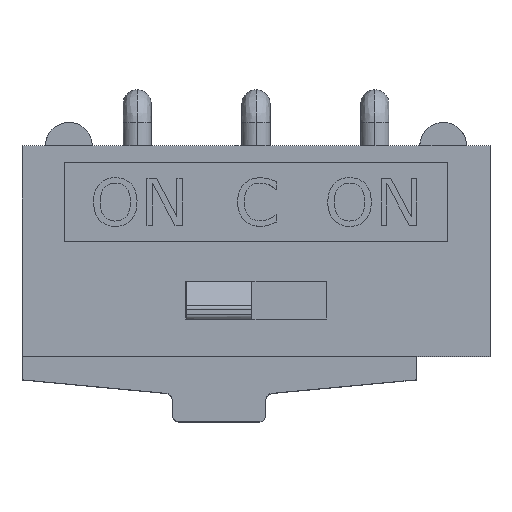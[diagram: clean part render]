
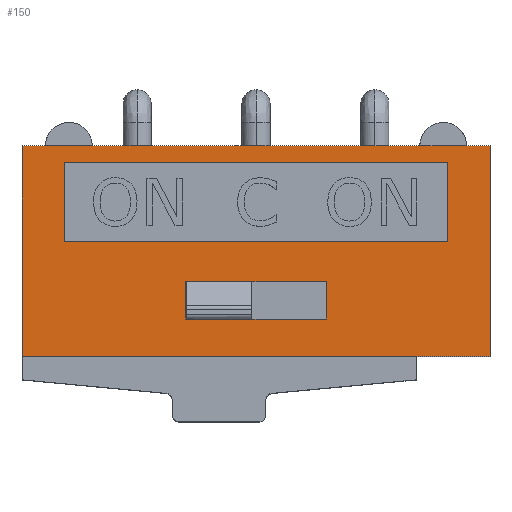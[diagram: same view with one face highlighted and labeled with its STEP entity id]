
A CAD part, top view. The second image highlights one B-rep face of the part: STEP entity #150.
In plain terms, the highlighted planar face has unit normal (0, 0, 1).
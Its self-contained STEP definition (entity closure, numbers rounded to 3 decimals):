
#87=FACE_BOUND('',#440,.T.);
#88=FACE_BOUND('',#441,.T.);
#150=ADVANCED_FACE('',(#290,#87,#88),#2149,.T.);
#290=FACE_OUTER_BOUND('',#439,.T.);
#439=EDGE_LOOP('',(#799,#800,#801,#802));
#440=EDGE_LOOP('',(#803,#804,#805,#806));
#441=EDGE_LOOP('',(#807,#808,#809,#810));
#799=ORIENTED_EDGE('',*,*,#1310,.F.);
#800=ORIENTED_EDGE('',*,*,#1341,.T.);
#801=ORIENTED_EDGE('',*,*,#1321,.F.);
#802=ORIENTED_EDGE('',*,*,#1342,.T.);
#803=ORIENTED_EDGE('',*,*,#1340,.T.);
#804=ORIENTED_EDGE('',*,*,#1345,.T.);
#805=ORIENTED_EDGE('',*,*,#1344,.T.);
#806=ORIENTED_EDGE('',*,*,#1343,.T.);
#807=ORIENTED_EDGE('',*,*,#1328,.F.);
#808=ORIENTED_EDGE('',*,*,#1338,.F.);
#809=ORIENTED_EDGE('',*,*,#1335,.F.);
#810=ORIENTED_EDGE('',*,*,#1332,.F.);
#1310=EDGE_CURVE('',#1929,#1930,#1688,.T.);
#1321=EDGE_CURVE('',#1944,#1945,#1699,.T.);
#1328=EDGE_CURVE('',#1952,#1953,#1706,.T.);
#1332=EDGE_CURVE('',#1953,#1956,#1710,.T.);
#1335=EDGE_CURVE('',#1956,#1958,#1713,.T.);
#1338=EDGE_CURVE('',#1958,#1952,#1716,.T.);
#1340=EDGE_CURVE('',#1960,#1963,#1718,.T.);
#1341=EDGE_CURVE('',#1929,#1945,#1719,.T.);
#1342=EDGE_CURVE('',#1944,#1930,#1720,.T.);
#1343=EDGE_CURVE('',#1961,#1960,#1721,.T.);
#1344=EDGE_CURVE('',#1962,#1961,#1722,.T.);
#1345=EDGE_CURVE('',#1963,#1962,#1723,.T.);
#1688=B_SPLINE_CURVE_WITH_KNOTS('',1,(#3564,#3565),.UNSPECIFIED.,.F.,.F.,
(2,2),(-1.,0.),.UNSPECIFIED.);
#1699=B_SPLINE_CURVE_WITH_KNOTS('',1,(#3586,#3587),.UNSPECIFIED.,.F.,.F.,
(2,2),(0.,1.),.UNSPECIFIED.);
#1706=B_SPLINE_CURVE_WITH_KNOTS('',1,(#3600,#3601),.UNSPECIFIED.,.F.,.F.,
(2,2),(0.,1.),.UNSPECIFIED.);
#1710=B_SPLINE_CURVE_WITH_KNOTS('',1,(#3608,#3609),.UNSPECIFIED.,.F.,.F.,
(2,2),(0.,1.),.UNSPECIFIED.);
#1713=B_SPLINE_CURVE_WITH_KNOTS('',1,(#3614,#3615),.UNSPECIFIED.,.F.,.F.,
(2,2),(0.,1.),.UNSPECIFIED.);
#1716=B_SPLINE_CURVE_WITH_KNOTS('',1,(#3620,#3621),.UNSPECIFIED.,.F.,.F.,
(2,2),(0.,1.),.UNSPECIFIED.);
#1718=B_SPLINE_CURVE_WITH_KNOTS('',1,(#3624,#3625),.UNSPECIFIED.,.F.,.F.,
(2,2),(-0.008,0.),.UNSPECIFIED.);
#1719=B_SPLINE_CURVE_WITH_KNOTS('',1,(#3626,#3627),.UNSPECIFIED.,.F.,.F.,
(2,2),(0.,1.),.UNSPECIFIED.);
#1720=B_SPLINE_CURVE_WITH_KNOTS('',1,(#3628,#3629),.UNSPECIFIED.,.F.,.F.,
(2,2),(-1.,0.),.UNSPECIFIED.);
#1721=B_SPLINE_CURVE_WITH_KNOTS('',1,(#3630,#3631),.UNSPECIFIED.,.F.,.F.,
(2,2),(0.01,0.012),.UNSPECIFIED.);
#1722=B_SPLINE_CURVE_WITH_KNOTS('',1,(#3632,#3633),.UNSPECIFIED.,.F.,.F.,
(2,2),(0.002,0.01),.UNSPECIFIED.);
#1723=B_SPLINE_CURVE_WITH_KNOTS('',1,(#3634,#3635),.UNSPECIFIED.,.F.,.F.,
(2,2),(0.,0.002),.UNSPECIFIED.);
#1929=VERTEX_POINT('',#3426);
#1930=VERTEX_POINT('',#3427);
#1944=VERTEX_POINT('',#3441);
#1945=VERTEX_POINT('',#3442);
#1952=VERTEX_POINT('',#3449);
#1953=VERTEX_POINT('',#3450);
#1956=VERTEX_POINT('',#3453);
#1958=VERTEX_POINT('',#3455);
#1960=VERTEX_POINT('',#3457);
#1961=VERTEX_POINT('',#3458);
#1962=VERTEX_POINT('',#3459);
#1963=VERTEX_POINT('',#3460);
#2149=PLANE('',#2257);
#2257=AXIS2_PLACEMENT_3D('',#3044,#2349,$);
#2349=DIRECTION('',(0.,0.,1.));
#3044=CARTESIAN_POINT('',(5.,-0.9,2.51));
#3426=CARTESIAN_POINT('',(-5.,-0.9,2.51));
#3427=CARTESIAN_POINT('',(5.,-0.9,2.51));
#3441=CARTESIAN_POINT('',(5.,-5.4,2.51));
#3442=CARTESIAN_POINT('',(-5.,-5.4,2.51));
#3449=CARTESIAN_POINT('',(1.5,-4.6,2.51));
#3450=CARTESIAN_POINT('',(1.5,-3.8,2.51));
#3453=CARTESIAN_POINT('',(-1.5,-3.8,2.51));
#3455=CARTESIAN_POINT('',(-1.5,-4.6,2.51));
#3457=CARTESIAN_POINT('',(-4.1,-1.25,2.51));
#3458=CARTESIAN_POINT('',(-4.1,-2.95,2.51));
#3459=CARTESIAN_POINT('',(4.1,-2.95,2.51));
#3460=CARTESIAN_POINT('',(4.1,-1.25,2.51));
#3564=CARTESIAN_POINT('',(-5.,-0.9,2.51));
#3565=CARTESIAN_POINT('',(5.,-0.9,2.51));
#3586=CARTESIAN_POINT('',(5.,-5.4,2.51));
#3587=CARTESIAN_POINT('',(-5.,-5.4,2.51));
#3600=CARTESIAN_POINT('',(1.5,-4.6,2.51));
#3601=CARTESIAN_POINT('',(1.5,-3.8,2.51));
#3608=CARTESIAN_POINT('',(1.5,-3.8,2.51));
#3609=CARTESIAN_POINT('',(-1.5,-3.8,2.51));
#3614=CARTESIAN_POINT('',(-1.5,-3.8,2.51));
#3615=CARTESIAN_POINT('',(-1.5,-4.6,2.51));
#3620=CARTESIAN_POINT('',(-1.5,-4.6,2.51));
#3621=CARTESIAN_POINT('',(1.5,-4.6,2.51));
#3624=CARTESIAN_POINT('',(-4.1,-1.25,2.51));
#3625=CARTESIAN_POINT('',(4.1,-1.25,2.51));
#3626=CARTESIAN_POINT('',(-5.,-0.9,2.51));
#3627=CARTESIAN_POINT('',(-5.,-5.4,2.51));
#3628=CARTESIAN_POINT('',(5.,-5.4,2.51));
#3629=CARTESIAN_POINT('',(5.,-0.9,2.51));
#3630=CARTESIAN_POINT('',(-4.1,-2.95,2.51));
#3631=CARTESIAN_POINT('',(-4.1,-1.25,2.51));
#3632=CARTESIAN_POINT('',(4.1,-2.95,2.51));
#3633=CARTESIAN_POINT('',(-4.1,-2.95,2.51));
#3634=CARTESIAN_POINT('',(4.1,-1.25,2.51));
#3635=CARTESIAN_POINT('',(4.1,-2.95,2.51));
